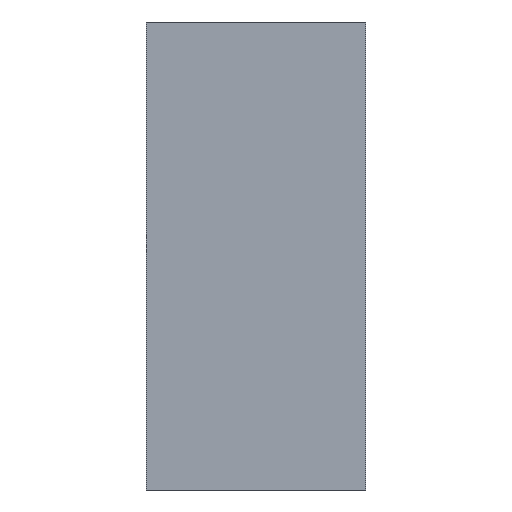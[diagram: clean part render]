
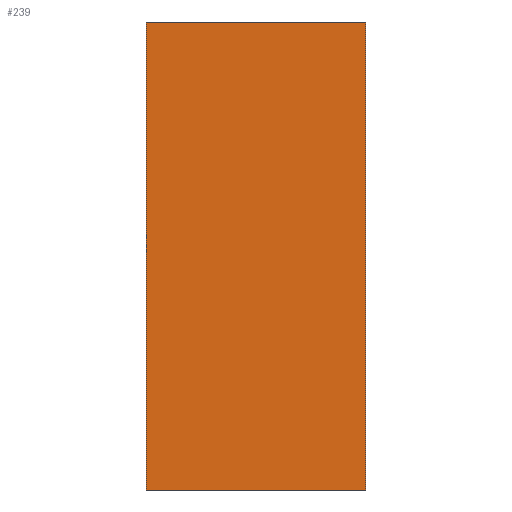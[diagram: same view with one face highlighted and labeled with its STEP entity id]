
A CAD part, front view. The second image highlights one B-rep face of the part: STEP entity #239.
In plain terms, the highlighted planar face has unit normal (0, -1, 0).
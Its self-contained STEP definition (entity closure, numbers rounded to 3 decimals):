
#38=LINE('',#476,#50);
#42=LINE('',#485,#54);
#48=LINE('',#497,#60);
#49=LINE('',#498,#61);
#50=VECTOR('',#408,1000.);
#54=VECTOR('',#414,1000.);
#60=VECTOR('',#424,1000.);
#61=VECTOR('',#425,1000.);
#65=PLANE('',#359);
#96=ORIENTED_EDGE('',*,*,#116,.F.);
#97=ORIENTED_EDGE('',*,*,#126,.F.);
#98=ORIENTED_EDGE('',*,*,#120,.F.);
#99=ORIENTED_EDGE('',*,*,#127,.F.);
#116=EDGE_CURVE('',#136,#137,#38,.T.);
#120=EDGE_CURVE('',#140,#141,#42,.T.);
#126=EDGE_CURVE('',#141,#136,#48,.T.);
#127=EDGE_CURVE('',#137,#140,#49,.T.);
#136=VERTEX_POINT('',#477);
#137=VERTEX_POINT('',#478);
#140=VERTEX_POINT('',#486);
#141=VERTEX_POINT('',#487);
#179=EDGE_LOOP('',(#96,#97,#98,#99));
#201=FACE_BOUND('',#179,.T.);
#239=ADVANCED_FACE('',(#201),#65,.F.);
#359=AXIS2_PLACEMENT_3D('',#496,#422,#423);
#408=DIRECTION('',(-1.,0.,0.));
#414=DIRECTION('',(1.,0.,0.));
#422=DIRECTION('',(0.,1.,0.));
#423=DIRECTION('',(0.,0.,1.));
#424=DIRECTION('',(0.,0.,-1.));
#425=DIRECTION('',(0.,0.,1.));
#476=CARTESIAN_POINT('',(0.43,0.,-0.94));
#477=CARTESIAN_POINT('',(0.44,0.,-0.94));
#478=CARTESIAN_POINT('',(-0.44,0.,-0.94));
#485=CARTESIAN_POINT('',(-0.43,0.,0.94));
#486=CARTESIAN_POINT('',(-0.44,0.,0.94));
#487=CARTESIAN_POINT('',(0.44,0.,0.94));
#496=CARTESIAN_POINT('',(0.,0.,0.));
#497=CARTESIAN_POINT('',(0.44,0.,0.945));
#498=CARTESIAN_POINT('',(-0.44,0.,-0.945));
